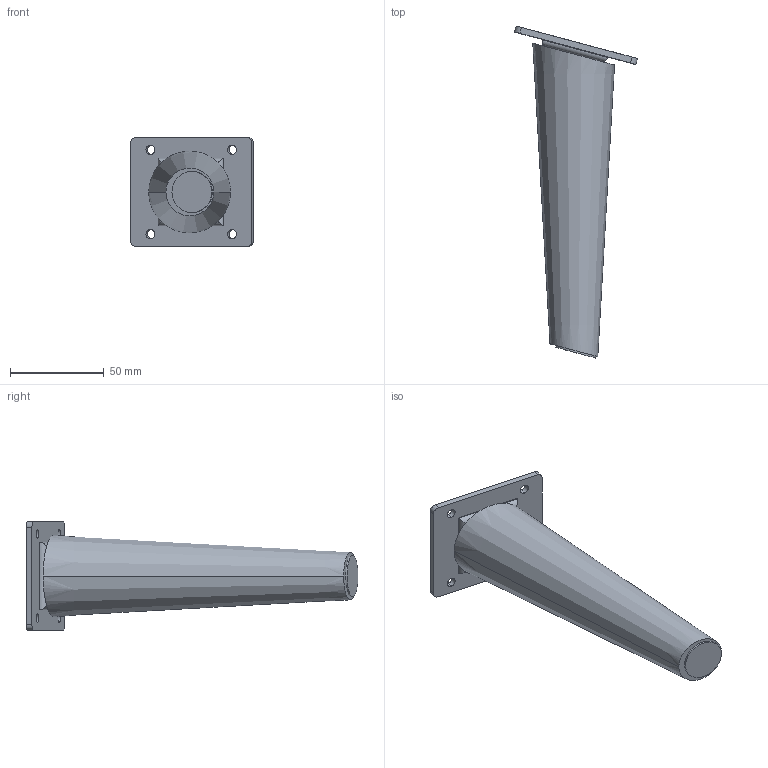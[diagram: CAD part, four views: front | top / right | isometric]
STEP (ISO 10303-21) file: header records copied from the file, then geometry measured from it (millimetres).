
FILE_DESCRIPTION (( 'STEP AP214' ), '1' );
FILE_NAME ('F005008,F005009,F005010,F005013_3D.step', '2022-08-15T13:41:42', ( '' ), ( '' ), 'SwSTEP 2.0', 'SolidWorks 2020', '' );
FILE_SCHEMA (( 'AUTOMOTIVE_DESIGN' ));
Length unit declared in the file: millimetre
Products named in the file (1): F005008,F005009,F005010,F005013_3D
Bounding box: 65.56 x 177.03 x 58 mm (x, y, z)
Volume: 165037.2 mm3; surface area: 28516.8 mm2
Topology: 2 solids, 2 shells, 48 faces, 112 edges, 72 vertices
Faces by surface type: cylinder 26, plane 20, cone 2
Entity records: 1959 total; most frequent: CARTESIAN_POINT 269, DIRECTION 234, ORIENTED_EDGE 224, EDGE_CURVE 112, AXIS2_PLACEMENT_3D 85, VERTEX_POINT 72, VECTOR 64, LINE 64
